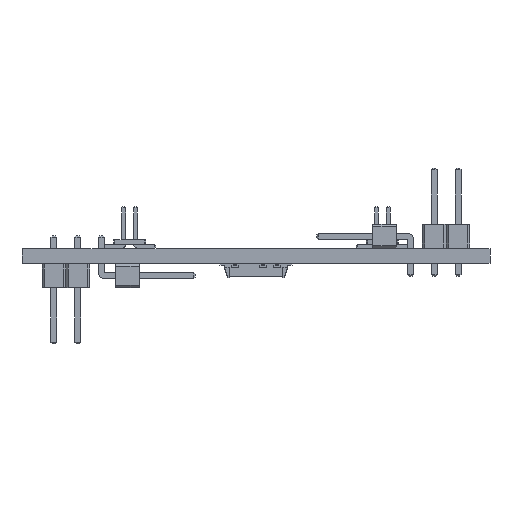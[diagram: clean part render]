
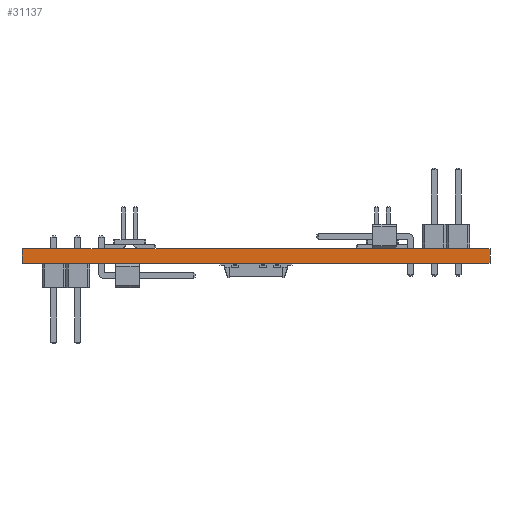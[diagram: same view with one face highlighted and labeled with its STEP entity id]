
A CAD part, front view. The second image highlights one B-rep face of the part: STEP entity #31137.
In plain terms, the highlighted planar face has unit normal (0, -1, 0).
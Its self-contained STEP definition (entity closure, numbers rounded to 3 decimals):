
#30384 = VERTEX_POINT('',#30385);
#30385 = CARTESIAN_POINT('',(-25.,-0.,0.));
#30391 = EDGE_CURVE('',#30392,#30384,#30394,.T.);
#30392 = VERTEX_POINT('',#30393);
#30393 = CARTESIAN_POINT('',(25.,-0.,0.));
#30394 = LINE('',#30395,#30396);
#30395 = CARTESIAN_POINT('',(25.,-0.,0.));
#30396 = VECTOR('',#30397,1.);
#30397 = DIRECTION('',(-1.,0.,0.));
#30747 = VERTEX_POINT('',#30748);
#30748 = CARTESIAN_POINT('',(-25.,0.,1.51));
#30754 = EDGE_CURVE('',#30755,#30747,#30757,.T.);
#30755 = VERTEX_POINT('',#30756);
#30756 = CARTESIAN_POINT('',(25.,0.,1.51));
#30757 = LINE('',#30758,#30759);
#30758 = CARTESIAN_POINT('',(25.,0.,1.51));
#30759 = VECTOR('',#30760,1.);
#30760 = DIRECTION('',(-1.,0.,0.));
#31107 = EDGE_CURVE('',#30384,#30747,#31108,.T.);
#31108 = LINE('',#31109,#31110);
#31109 = CARTESIAN_POINT('',(-25.,-0.,0.));
#31110 = VECTOR('',#31111,1.);
#31111 = DIRECTION('',(0.,0.,1.));
#31126 = EDGE_CURVE('',#30392,#30755,#31127,.T.);
#31127 = LINE('',#31128,#31129);
#31128 = CARTESIAN_POINT('',(25.,-0.,0.));
#31129 = VECTOR('',#31130,1.);
#31130 = DIRECTION('',(0.,0.,1.));
#31137 = ADVANCED_FACE('',(#31138),#31144,.T.);
#31138 = FACE_BOUND('',#31139,.T.);
#31139 = EDGE_LOOP('',(#31140,#31141,#31142,#31143));
#31140 = ORIENTED_EDGE('',*,*,#31126,.T.);
#31141 = ORIENTED_EDGE('',*,*,#30754,.T.);
#31142 = ORIENTED_EDGE('',*,*,#31107,.F.);
#31143 = ORIENTED_EDGE('',*,*,#30391,.F.);
#31144 = PLANE('',#31145);
#31145 = AXIS2_PLACEMENT_3D('',#31146,#31147,#31148);
#31146 = CARTESIAN_POINT('',(25.,0.,0.));
#31147 = DIRECTION('',(0.,-1.,0.));
#31148 = DIRECTION('',(-1.,0.,0.));
